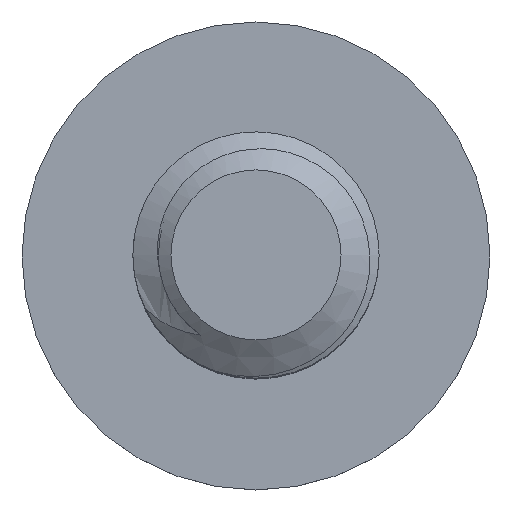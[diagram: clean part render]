
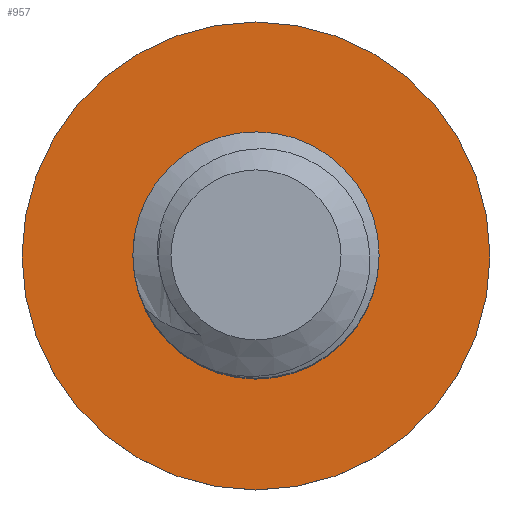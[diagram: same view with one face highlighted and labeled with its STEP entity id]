
A CAD part, top view. The second image highlights one B-rep face of the part: STEP entity #957.
In plain terms, the highlighted planar face has unit normal (0, 0, 1).
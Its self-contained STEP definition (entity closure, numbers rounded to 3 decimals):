
#44=PLANE($,#991);
#65=B_SPLINE_CURVE_WITH_KNOTS($,3,(#1219,#1220,#1221,#1222,#1223,#1224,
#1225,#1226,#1227,#1228,#1229,#1230,#1231,#1232,#1233,#1234,#1235,#1236),
 .UNSPECIFIED.,.F.,.F.,(4,2,2,2,2,2,2,2,4),(0.,0.07,0.135,
0.224,0.26,0.316,0.376,
0.427,0.497),.UNSPECIFIED.);
#66=B_SPLINE_CURVE_WITH_KNOTS($,3,(#1239,#1240,#1241,#1242,#1243,#1244,
#1245,#1246,#1247,#1248,#1249,#1250,#1251,#1252,#1253,#1254),
 .UNSPECIFIED.,.F.,.F.,(4,2,2,2,2,2,2,4),(0.,0.052,0.102,
0.179,0.282,0.412,0.537,
0.687),.UNSPECIFIED.);
#203=FACE_BOUND($,#231,.T.);
#207=FACE_OUTER_BOUND($,#230,.T.);
#230=EDGE_LOOP($,(#628));
#231=EDGE_LOOP($,(#629,#630,#631,#632));
#252=CIRCLE($,#981,4.75);
#262=CIRCLE($,#992,2.5);
#263=CIRCLE($,#993,1.98);
#269=VERTEX_POINT($,#1104);
#291=VERTEX_POINT($,#1215);
#292=VERTEX_POINT($,#1216);
#293=VERTEX_POINT($,#1218);
#294=VERTEX_POINT($,#1237);
#427=EDGE_CURVE($,#269,#269,#252,.T.);
#450=EDGE_CURVE($,#291,#292,#262,.T.);
#451=EDGE_CURVE($,#291,#293,#65,.T.);
#452=EDGE_CURVE($,#293,#294,#263,.T.);
#453=EDGE_CURVE($,#294,#292,#66,.T.);
#628=ORIENTED_EDGE($,*,*,#427,.F.);
#629=ORIENTED_EDGE($,*,*,#450,.F.);
#630=ORIENTED_EDGE($,*,*,#451,.T.);
#631=ORIENTED_EDGE($,*,*,#452,.T.);
#632=ORIENTED_EDGE($,*,*,#453,.T.);
#957=ADVANCED_FACE($,(#207,#203),#44,.F.);
#981=AXIS2_PLACEMENT_3D($,#1105,#1020,#1021);
#991=AXIS2_PLACEMENT_3D($,#1214,#1040,#1041);
#992=AXIS2_PLACEMENT_3D($,#1217,#1042,#1043);
#993=AXIS2_PLACEMENT_3D($,#1238,#1044,#1045);
#1020=DIRECTION('center_axis',(0.,0.,-1.));
#1021=DIRECTION('ref_axis',(-1.,0.,0.));
#1040=DIRECTION('center_axis',(0.,0.,-1.));
#1041=DIRECTION('ref_axis',(-1.,0.,0.));
#1042=DIRECTION('center_axis',(0.,0.,1.));
#1043=DIRECTION('ref_axis',(1.,0.,0.));
#1044=DIRECTION('center_axis',(0.,0.,-1.));
#1045=DIRECTION('ref_axis',(1.,0.,0.));
#1104=CARTESIAN_POINT('',(4.75,0.,-12.));
#1105=CARTESIAN_POINT('Origin',(0.,0.,-12.));
#1214=CARTESIAN_POINT('Origin',(0.,0.,-12.));
#1215=CARTESIAN_POINT('',(0.,2.5,-12.));
#1216=CARTESIAN_POINT('',(-1.752,1.784,-12.));
#1217=CARTESIAN_POINT('Origin',(0.,0.,-12.));
#1218=CARTESIAN_POINT('',(1.388,-1.413,-12.));
#1219=CARTESIAN_POINT('Ctrl Pts',(0.,2.5,
-12.));
#1220=CARTESIAN_POINT('Ctrl Pts',(0.234,2.481,-12.));
#1221=CARTESIAN_POINT('Ctrl Pts',(0.464,2.428,-12.));
#1222=CARTESIAN_POINT('Ctrl Pts',(0.881,2.264,-12.));
#1223=CARTESIAN_POINT('Ctrl Pts',(1.069,2.159,-12.));
#1224=CARTESIAN_POINT('Ctrl Pts',(1.478,1.851,-12.));
#1225=CARTESIAN_POINT('Ctrl Pts',(1.68,1.629,-12.));
#1226=CARTESIAN_POINT('Ctrl Pts',(1.898,1.273,-12.));
#1227=CARTESIAN_POINT('Ctrl Pts',(1.967,1.145,-12.));
#1228=CARTESIAN_POINT('Ctrl Pts',(2.117,0.751,-12.));
#1229=CARTESIAN_POINT('Ctrl Pts',(2.165,0.494,-12.));
#1230=CARTESIAN_POINT('Ctrl Pts',(2.167,-0.039,
-12.));
#1231=CARTESIAN_POINT('Ctrl Pts',(2.115,-0.311,-12.));
#1232=CARTESIAN_POINT('Ctrl Pts',(1.927,-0.78,-12.));
#1233=CARTESIAN_POINT('Ctrl Pts',(1.825,-0.938,-12.));
#1234=CARTESIAN_POINT('Ctrl Pts',(1.647,-1.179,-12.));
#1235=CARTESIAN_POINT('Ctrl Pts',(1.525,-1.305,-12.));
#1236=CARTESIAN_POINT('Ctrl Pts',(1.388,-1.413,-12.));
#1237=CARTESIAN_POINT('',(0.,-1.98,-12.));
#1238=CARTESIAN_POINT('Origin',(0.,0.,-12.));
#1239=CARTESIAN_POINT('Ctrl Pts',(0.,-1.98,
-12.));
#1240=CARTESIAN_POINT('Ctrl Pts',(-0.173,-1.998,
-12.));
#1241=CARTESIAN_POINT('Ctrl Pts',(-0.348,-1.994,
-12.));
#1242=CARTESIAN_POINT('Ctrl Pts',(-0.685,-1.943,
-12.));
#1243=CARTESIAN_POINT('Ctrl Pts',(-0.846,-1.898,-12.));
#1244=CARTESIAN_POINT('Ctrl Pts',(-1.238,-1.738,-12.));
#1245=CARTESIAN_POINT('Ctrl Pts',(-1.456,-1.597,-12.));
#1246=CARTESIAN_POINT('Ctrl Pts',(-1.891,-1.185,-12.));
#1247=CARTESIAN_POINT('Ctrl Pts',(-2.045,-0.923,-12.));
#1248=CARTESIAN_POINT('Ctrl Pts',(-2.26,-0.439,
-12.));
#1249=CARTESIAN_POINT('Ctrl Pts',(-2.326,-0.148,
-12.));
#1250=CARTESIAN_POINT('Ctrl Pts',(-2.347,0.432,-12.));
#1251=CARTESIAN_POINT('Ctrl Pts',(-2.304,0.716,-12.));
#1252=CARTESIAN_POINT('Ctrl Pts',(-2.101,1.306,-12.));
#1253=CARTESIAN_POINT('Ctrl Pts',(-1.928,1.576,-12.));
#1254=CARTESIAN_POINT('Ctrl Pts',(-1.752,1.784,-12.));
